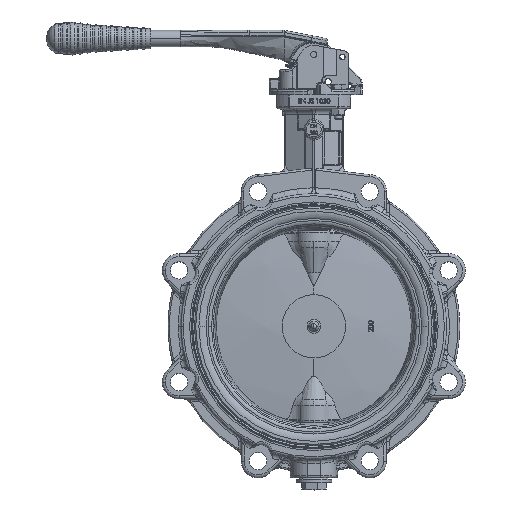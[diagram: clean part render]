
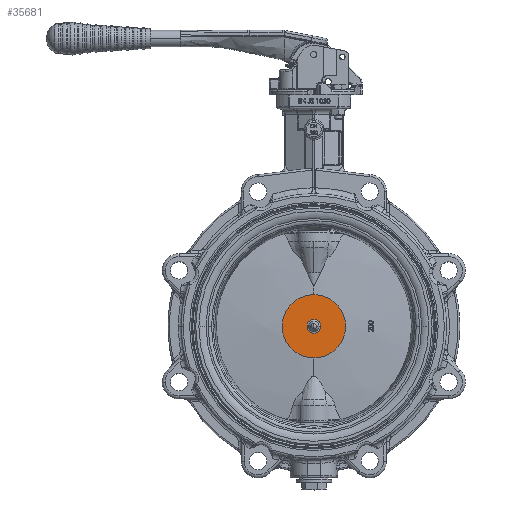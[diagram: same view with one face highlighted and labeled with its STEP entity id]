
A CAD part, top view. The second image highlights one B-rep face of the part: STEP entity #35681.
In plain terms, the highlighted face is planar.
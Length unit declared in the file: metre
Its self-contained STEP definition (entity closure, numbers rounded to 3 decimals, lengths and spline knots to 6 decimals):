
#1147 = AXIS2_PLACEMENT_3D ( 'NONE', #59661, #26920, #67706 ) ;
#6074 = FACE_OUTER_BOUND ( 'NONE', #36613, .T. ) ;
#6609 = FACE_BOUND ( 'NONE', #50112, .T. ) ;
#11215 = AXIS2_PLACEMENT_3D ( 'NONE', #104379, #53870, #61929 ) ;
#21500 = CARTESIAN_POINT ( 'NONE',  ( -0.008, 0., 0. ) ) ;
#23471 = AXIS2_PLACEMENT_3D ( 'NONE', #74123, #105303, #65525 ) ;
#24834 = CIRCLE ( 'NONE', #90001, 0.006916 ) ;
#26717 = CARTESIAN_POINT ( 'NONE',  ( -0.008, 0., 0.006916 ) ) ;
#26920 = DIRECTION ( 'NONE',  ( -1., 0., 0. ) ) ;
#28435 = EDGE_CURVE ( 'NONE', #30419, #105103, #104120, .T. ) ;
#29308 = ORIENTED_EDGE ( 'NONE', *, *, #28435, .T. ) ;
#30419 = VERTEX_POINT ( 'NONE', #103858 ) ;
#35681 = ADVANCED_FACE ( 'NONE', ( #6609, #6074 ), #56009, .T. ) ;
#35962 = EDGE_CURVE ( 'NONE', #66791, #100434, #24834, .T. ) ;
#36613 = EDGE_LOOP ( 'NONE', ( #76659, #29308 ) ) ;
#38114 = CIRCLE ( 'NONE', #67226, 0.032042 ) ;
#50112 = EDGE_LOOP ( 'NONE', ( #54490, #58749 ) ) ;
#51460 = EDGE_CURVE ( 'NONE', #105103, #30419, #38114, .T. ) ;
#53870 = DIRECTION ( 'NONE',  ( -1., 0., 0. ) ) ;
#54490 = ORIENTED_EDGE ( 'NONE', *, *, #81361, .F. ) ;
#56009 = PLANE ( 'NONE',  #11215 ) ;
#58749 = ORIENTED_EDGE ( 'NONE', *, *, #35962, .F. ) ;
#59164 = DIRECTION ( 'NONE',  ( 0., 0., 1. ) ) ;
#59403 = CARTESIAN_POINT ( 'NONE',  ( -0.008, 0., 0.032042 ) ) ;
#59661 = CARTESIAN_POINT ( 'NONE',  ( -0.008, 0., 0. ) ) ;
#61929 = DIRECTION ( 'NONE',  ( 0., 0., 1. ) ) ;
#65525 = DIRECTION ( 'NONE',  ( 0., 0., 1. ) ) ;
#66791 = VERTEX_POINT ( 'NONE', #101371 ) ;
#67226 = AXIS2_PLACEMENT_3D ( 'NONE', #21500, #78409, #70366 ) ;
#67706 = DIRECTION ( 'NONE',  ( 0., 0., 1. ) ) ;
#68288 = CARTESIAN_POINT ( 'NONE',  ( -0.008, 0., 0. ) ) ;
#70366 = DIRECTION ( 'NONE',  ( 0., 0., 1. ) ) ;
#74123 = CARTESIAN_POINT ( 'NONE',  ( -0.008, 0., 0. ) ) ;
#76659 = ORIENTED_EDGE ( 'NONE', *, *, #51460, .T. ) ;
#78409 = DIRECTION ( 'NONE',  ( -1., 0., 0. ) ) ;
#81361 = EDGE_CURVE ( 'NONE', #100434, #66791, #86872, .T. ) ;
#86872 = CIRCLE ( 'NONE', #23471, 0.006916 ) ;
#90001 = AXIS2_PLACEMENT_3D ( 'NONE', #68288, #92486, #59164 ) ;
#92486 = DIRECTION ( 'NONE',  ( -1., 0., 0. ) ) ;
#100434 = VERTEX_POINT ( 'NONE', #26717 ) ;
#101371 = CARTESIAN_POINT ( 'NONE',  ( -0.008, 0., -0.006916 ) ) ;
#103858 = CARTESIAN_POINT ( 'NONE',  ( -0.008, 0., -0.032042 ) ) ;
#104120 = CIRCLE ( 'NONE', #1147, 0.032042 ) ;
#104379 = CARTESIAN_POINT ( 'NONE',  ( -0.008, 0., 0. ) ) ;
#105103 = VERTEX_POINT ( 'NONE', #59403 ) ;
#105303 = DIRECTION ( 'NONE',  ( -1., 0., 0. ) ) ;
